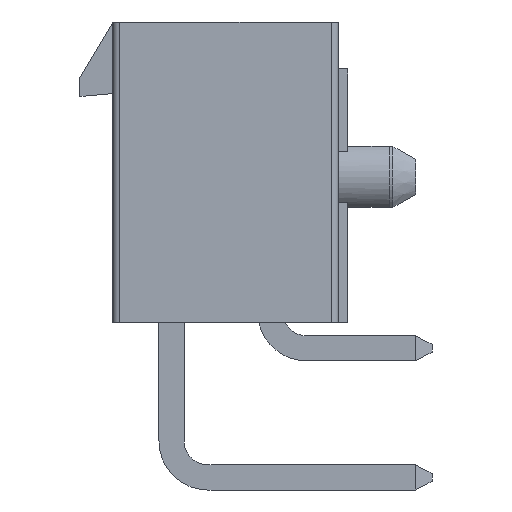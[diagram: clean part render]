
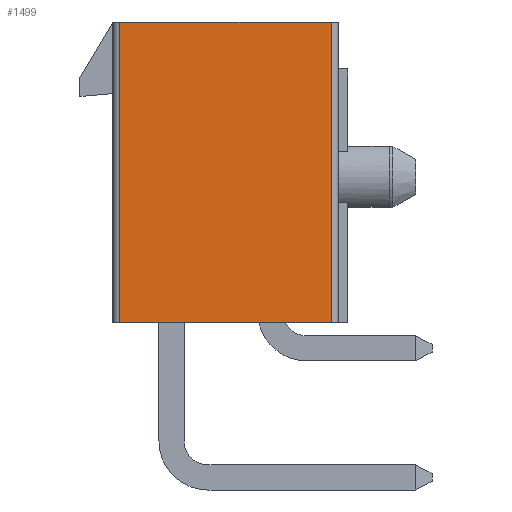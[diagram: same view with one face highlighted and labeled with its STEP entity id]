
A CAD part, left-side view. The second image highlights one B-rep face of the part: STEP entity #1499.
In plain terms, the highlighted planar face has unit normal (-1, 0, 0).
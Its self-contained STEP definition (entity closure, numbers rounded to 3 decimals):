
#26=DIRECTION('',(0.,1.,0.));
#27=VECTOR('',#26,9.);
#28=CARTESIAN_POINT('',(-2.7,0.7,0.));
#29=LINE('',#28,#27);
#111=DIRECTION('',(0.,0.,1.));
#112=VECTOR('',#111,12.8);
#113=CARTESIAN_POINT('',(-2.7,9.7,-12.8));
#114=LINE('',#113,#112);
#120=DIRECTION('',(0.,0.,1.));
#121=VECTOR('',#120,12.8);
#122=CARTESIAN_POINT('',(-2.7,0.7,-12.8));
#123=LINE('',#122,#121);
#215=DIRECTION('',(0.,1.,0.));
#216=VECTOR('',#215,9.);
#217=CARTESIAN_POINT('',(-2.7,0.7,-12.8));
#218=LINE('',#217,#216);
#1189=CARTESIAN_POINT('',(-2.7,9.7,0.));
#1190=VERTEX_POINT('',#1189);
#1191=CARTESIAN_POINT('',(-2.7,9.7,-12.8));
#1192=VERTEX_POINT('',#1191);
#1193=CARTESIAN_POINT('',(-2.7,0.7,-12.8));
#1194=CARTESIAN_POINT('',(-2.7,0.7,0.));
#1195=VERTEX_POINT('',#1193);
#1196=VERTEX_POINT('',#1194);
#1486=CARTESIAN_POINT('',(-2.7,0.4,0.));
#1487=DIRECTION('',(-1.,0.,0.));
#1488=DIRECTION('',(0.,1.,0.));
#1489=AXIS2_PLACEMENT_3D('',#1486,#1487,#1488);
#1490=PLANE('',#1489);
#1491=ORIENTED_EDGE('',*,*,#1479,.T.);
#1492=ORIENTED_EDGE('',*,*,#1388,.F.);
#1494=ORIENTED_EDGE('',*,*,#1493,.F.);
#1496=ORIENTED_EDGE('',*,*,#1495,.T.);
#1497=EDGE_LOOP('',(#1491,#1492,#1494,#1496));
#1498=FACE_OUTER_BOUND('',#1497,.F.);
#1499=ADVANCED_FACE('',(#1498),#1490,.T.);
#1388=EDGE_CURVE('',#1196,#1190,#29,.T.);
#1479=EDGE_CURVE('',#1192,#1190,#114,.T.);
#1493=EDGE_CURVE('',#1195,#1196,#123,.T.);
#1495=EDGE_CURVE('',#1195,#1192,#218,.T.);
